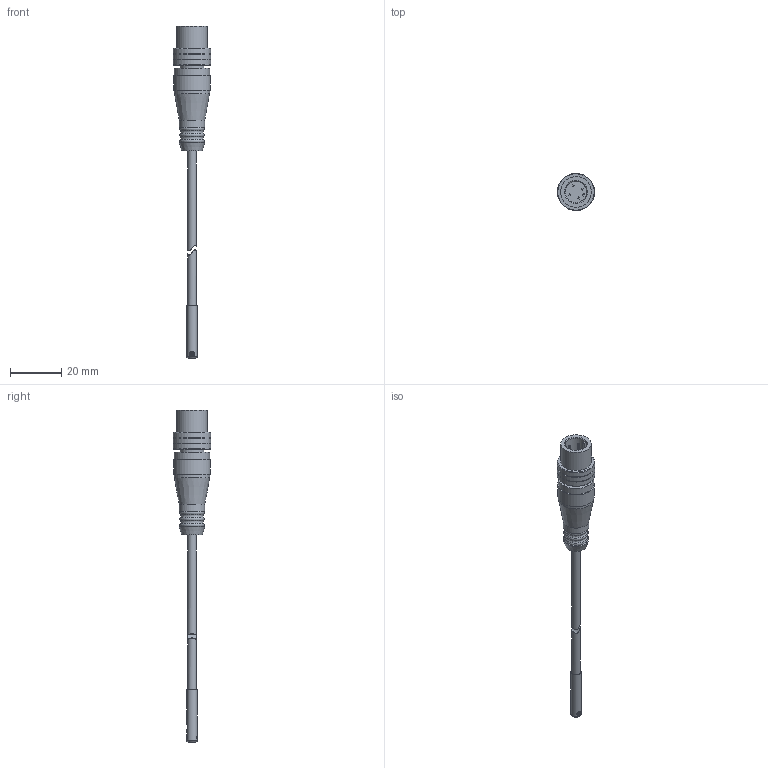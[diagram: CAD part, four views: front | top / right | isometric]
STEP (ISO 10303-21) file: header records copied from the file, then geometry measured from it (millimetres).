
FILE_DESCRIPTION((''),'2;1');
FILE_NAME('MZR401E9.stp','2014-06-29T16:38:56',('Administrator'),(''),'Autodesk Inventor 11','Autodesk Inventor 11','');
FILE_SCHEMA(('AUTOMOTIVE_DESIGN { 1 0 10303 214 1 1 1 1 }'));
Length unit declared in the file: millimetre
Products named in the file (3): MZR401E9; Bauteil8_1; M12 Kabelstecker mit 3,5mm
Assembly tree (2 placements, depth 2):
  MZR401E9
    Bauteil8_1
    M12 Kabelstecker mit 3,5mm
Bounding box: 14.59 x 14.59 x 129.73 mm (x, y, z)
Volume: 6055.1 mm3; surface area: 3631.9 mm2
Topology: 2 solids, 2 shells, 103 faces, 209 edges, 132 vertices
Faces by surface type: plane 64, cylinder 23, cone 8, bspline 4, torus 4
Full cylindrical faces by diameter (mm): 2 x2, 3.5 x2, 4 x1, 8.4 x1, 9.3 x1, 10 x1, 12 x1, 13.8 x2, 14.2 x2, 14.4 x1, 14.6 x3
Entity records: 3010 total; most frequent: CARTESIAN_POINT 942, DIRECTION 410, ORIENTED_EDGE 346, EDGE_CURVE 173, EDGE_LOOP 156, AXIS2_PLACEMENT_3D 155, VERTEX_POINT 127, FACE_OUTER_BOUND 103
